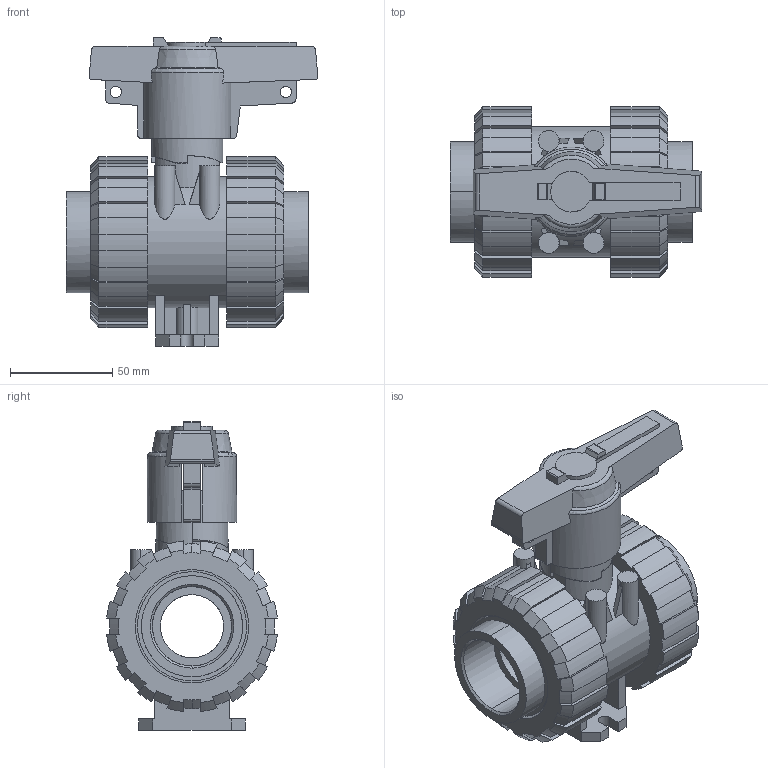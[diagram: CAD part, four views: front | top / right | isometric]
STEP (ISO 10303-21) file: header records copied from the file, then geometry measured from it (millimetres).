
FILE_DESCRIPTION(('STEP AP214'),'1');
FILE_NAME('cctmp_497A0B57-25E2-4A37-9A06-B1E4513D1B71_2021_10_20_12_51_11_0949..stp','2021-10-20T10:51:12',('Praher Valves GmbH'),('CADClick - www.CADClick.com'),'Spatial InterOp 3D',' ','unknown authorization');
FILE_SCHEMA(('AUTOMOTIVE_DESIGN'));
Length unit declared in the file: millimetre
Products named in the file (7): cc_unnamed; 210115_5; 210115_4; 210115_3; 210115_2; 210115_1; 210115
Assembly tree (6 placements, depth 2):
  cc_unnamed
    210115_5
    210115_4
    210115_3
    210115_2
    210115_1
    210115
Bounding box: 123.3 x 83.61 x 151.27 mm (x, y, z)
Volume: 474579.3 mm3; surface area: 122257.4 mm2
Topology: 6 solids, 6 shells, 456 faces, 1296 edges, 862 vertices
Faces by surface type: plane 222, cylinder 122, cone 80, bspline 24, torus 8
Entity records: 19797 total; most frequent: CARTESIAN_POINT 4340, ORIENTED_EDGE 2592, DIRECTION 2338, EDGE_CURVE 1296, VERTEX_POINT 862, AXIS2_PLACEMENT_3D 837, LINE 664, VECTOR 664
